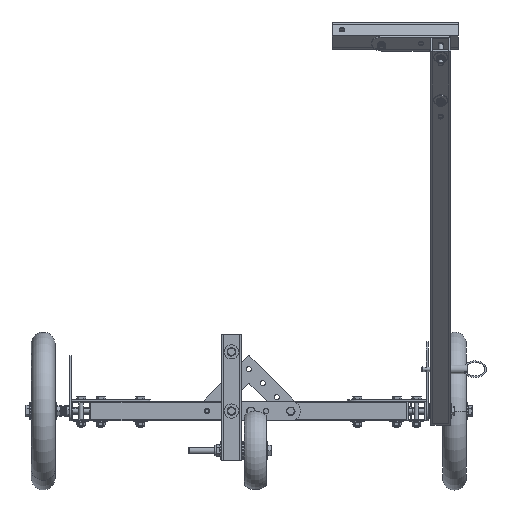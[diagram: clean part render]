
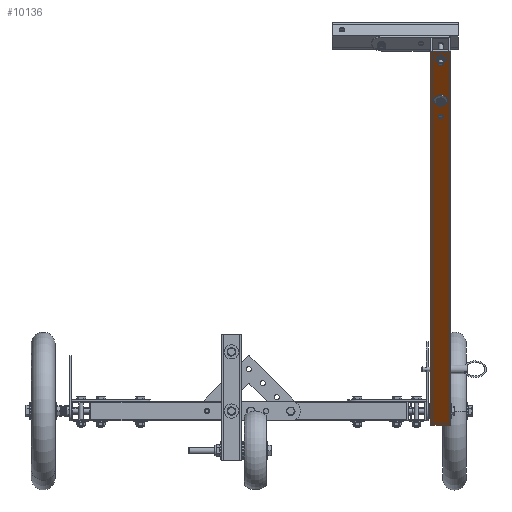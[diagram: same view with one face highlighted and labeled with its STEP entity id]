
A CAD part, front view. The second image highlights one B-rep face of the part: STEP entity #10136.
In plain terms, the highlighted face is planar.
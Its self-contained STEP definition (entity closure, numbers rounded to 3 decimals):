
#9835 = EDGE_CURVE('',#9836,#9838,#9840,.T.);
#9836 = VERTEX_POINT('',#9837);
#9837 = CARTESIAN_POINT('',(-12.5,0.,-12.5));
#9838 = VERTEX_POINT('',#9839);
#9839 = CARTESIAN_POINT('',(-12.5,-670.,-12.5));
#9840 = LINE('',#9841,#9842);
#9841 = CARTESIAN_POINT('',(-12.5,0.,-12.5));
#9842 = VECTOR('',#9843,1.);
#9843 = DIRECTION('',(0.,-1.,0.));
#9901 = VERTEX_POINT('',#9902);
#9902 = CARTESIAN_POINT('',(12.5,0.,-12.5));
#9908 = EDGE_CURVE('',#9901,#9836,#9909,.T.);
#9909 = LINE('',#9910,#9911);
#9910 = CARTESIAN_POINT('',(12.5,0.,-12.5));
#9911 = VECTOR('',#9912,1.);
#9912 = DIRECTION('',(-1.,0.,0.));
#9959 = VERTEX_POINT('',#9960);
#9960 = CARTESIAN_POINT('',(12.5,-670.,-12.5));
#9966 = EDGE_CURVE('',#9959,#9838,#9967,.T.);
#9967 = LINE('',#9968,#9969);
#9968 = CARTESIAN_POINT('',(12.5,-670.,-12.5));
#9969 = VECTOR('',#9970,1.);
#9970 = DIRECTION('',(-1.,0.,0.));
#10017 = EDGE_CURVE('',#9901,#9959,#10018,.T.);
#10018 = LINE('',#10019,#10020);
#10019 = CARTESIAN_POINT('',(12.5,0.,-12.5));
#10020 = VECTOR('',#10021,1.);
#10021 = DIRECTION('',(0.,-1.,0.));
#10136 = ADVANCED_FACE('',(#10137,#10143,#10154,#10165),#10176,.T.);
#10137 = FACE_BOUND('',#10138,.T.);
#10138 = EDGE_LOOP('',(#10139,#10140,#10141,#10142));
#10139 = ORIENTED_EDGE('',*,*,#10017,.T.);
#10140 = ORIENTED_EDGE('',*,*,#9966,.T.);
#10141 = ORIENTED_EDGE('',*,*,#9835,.F.);
#10142 = ORIENTED_EDGE('',*,*,#9908,.F.);
#10143 = FACE_BOUND('',#10144,.T.);
#10144 = EDGE_LOOP('',(#10145));
#10145 = ORIENTED_EDGE('',*,*,#10146,.T.);
#10146 = EDGE_CURVE('',#10147,#10147,#10149,.T.);
#10147 = VERTEX_POINT('',#10148);
#10148 = CARTESIAN_POINT('',(0.,-660.75,-12.5));
#10149 = CIRCLE('',#10150,3.25);
#10150 = AXIS2_PLACEMENT_3D('',#10151,#10152,#10153);
#10151 = CARTESIAN_POINT('',(0.,-657.5,-12.5));
#10152 = DIRECTION('',(0.,0.,1.));
#10153 = DIRECTION('',(0.,-1.,0.));
#10154 = FACE_BOUND('',#10155,.T.);
#10155 = EDGE_LOOP('',(#10156));
#10156 = ORIENTED_EDGE('',*,*,#10157,.T.);
#10157 = EDGE_CURVE('',#10158,#10158,#10160,.T.);
#10158 = VERTEX_POINT('',#10159);
#10159 = CARTESIAN_POINT('',(0.,-585.75,-12.5));
#10160 = CIRCLE('',#10161,3.25);
#10161 = AXIS2_PLACEMENT_3D('',#10162,#10163,#10164);
#10162 = CARTESIAN_POINT('',(0.,-582.5,-12.5));
#10163 = DIRECTION('',(0.,0.,1.));
#10164 = DIRECTION('',(0.,-1.,0.));
#10165 = FACE_BOUND('',#10166,.T.);
#10166 = EDGE_LOOP('',(#10167));
#10167 = ORIENTED_EDGE('',*,*,#10168,.T.);
#10168 = EDGE_CURVE('',#10169,#10169,#10171,.T.);
#10169 = VERTEX_POINT('',#10170);
#10170 = CARTESIAN_POINT('',(0.,-554.68,-12.5));
#10171 = CIRCLE('',#10172,3.25);
#10172 = AXIS2_PLACEMENT_3D('',#10173,#10174,#10175);
#10173 = CARTESIAN_POINT('',(0.,-551.43,-12.5));
#10174 = DIRECTION('',(0.,0.,1.));
#10175 = DIRECTION('',(0.,-1.,0.));
#10176 = PLANE('',#10177);
#10177 = AXIS2_PLACEMENT_3D('',#10178,#10179,#10180);
#10178 = CARTESIAN_POINT('',(12.5,0.,-12.5));
#10179 = DIRECTION('',(0.,0.,-1.));
#10180 = DIRECTION('',(-1.,0.,0.));
